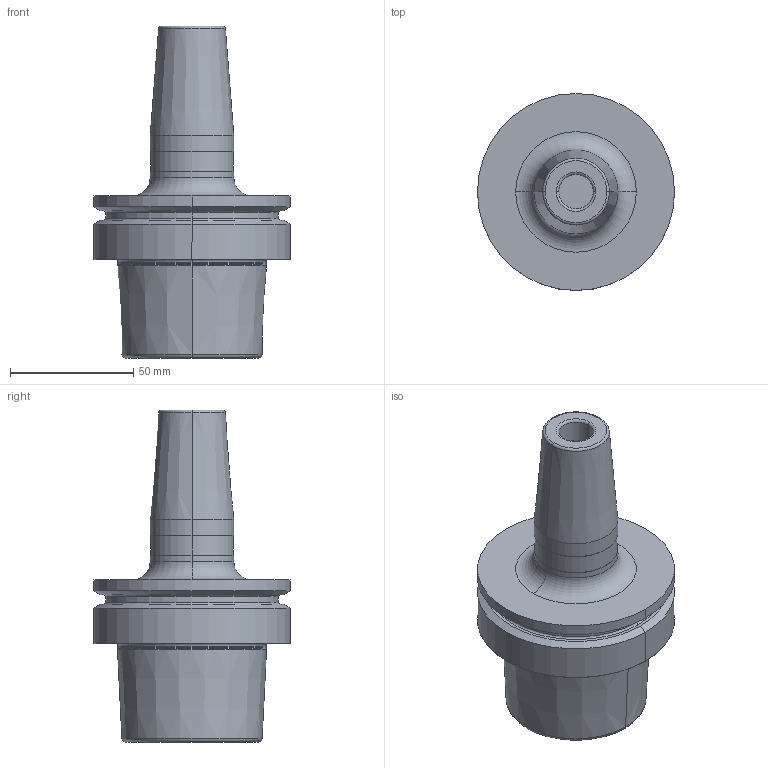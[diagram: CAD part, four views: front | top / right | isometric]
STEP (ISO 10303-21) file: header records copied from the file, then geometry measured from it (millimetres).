
FILE_DESCRIPTION((''),'2;1');
FILE_NAME('30383551','2014-09-17T',('reuterm'),(''),'PRO/ENGINEER BY PARAMETRIC TECHNOLOGY CORPORATION, 2011220','PRO/ENGINEER BY PARAMETRIC TECHNOLOGY CORPORATION, 2011220','');
FILE_SCHEMA(('AUTOMOTIVE_DESIGN_CC2 { 1 2 10303 214 -1 1 5 2 }'));
Length unit declared in the file: millimetre
Products named in the file (1): 30383551
Bounding box: 80 x 80 x 134.9 mm (x, y, z)
Volume: 282154.9 mm3; surface area: 33221 mm2
Topology: 1 solids, 1 shells, 55 faces, 857 edges, 1293 vertices
Faces by surface type: cylinder 16, torus 16, cone 14, plane 9
Entity records: 9069 total; most frequent: CARTESIAN_POINT 2646, PRESENTATION_STYLE_ASSIGNMENT 940, STYLED_ITEM 940, CURVE_STYLE 900, DIRECTION 718, B_SPLINE_CURVE_WITH_KNOTS 401, TRIMMED_CURVE 348, VECTOR 316
